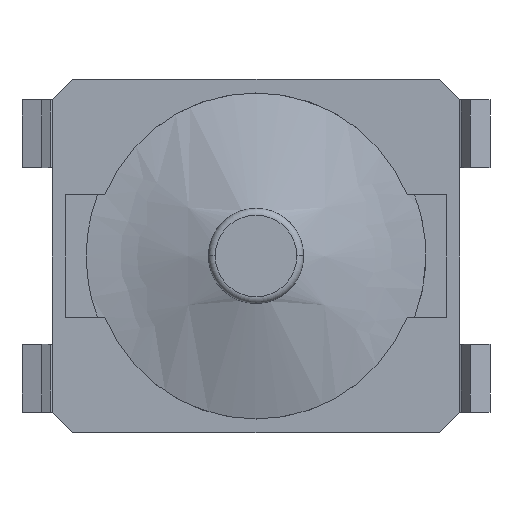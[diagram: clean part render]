
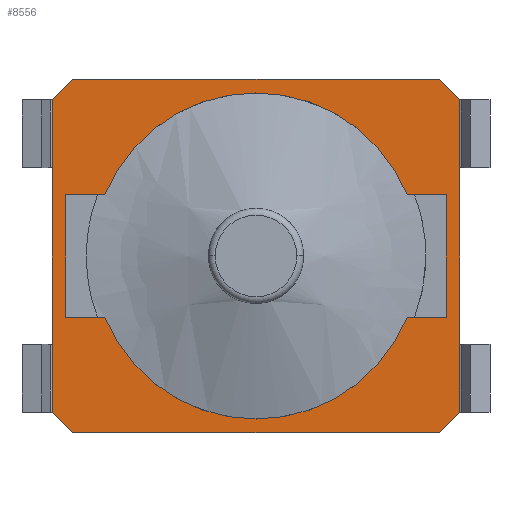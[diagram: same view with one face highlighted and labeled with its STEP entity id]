
A CAD part, top view. The second image highlights one B-rep face of the part: STEP entity #8556.
In plain terms, the highlighted planar face has unit normal (0, 0, 1).
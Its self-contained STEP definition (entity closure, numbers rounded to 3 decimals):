
#69 = ORIENTED_EDGE ( 'NONE', *, *, #6538, .T. ) ;
#206 = VERTEX_POINT ( 'NONE', #9465 ) ;
#410 = CARTESIAN_POINT ( 'NONE',  ( -1.4, 0.45, 0.44 ) ) ;
#433 = EDGE_CURVE ( 'NONE', #5093, #3278, #6734, .T. ) ;
#521 = DIRECTION ( 'NONE',  ( 1., 0., 0. ) ) ;
#752 = LINE ( 'NONE', #16700, #12102 ) ;
#778 = DIRECTION ( 'NONE',  ( 0., 0., -1. ) ) ;
#809 = ORIENTED_EDGE ( 'NONE', *, *, #1827, .F. ) ;
#964 = DIRECTION ( 'NONE',  ( -1., 0., 0. ) ) ;
#1000 = CARTESIAN_POINT ( 'NONE',  ( 1.112, -0.45, 0.44 ) ) ;
#1159 = CARTESIAN_POINT ( 'NONE',  ( -1.5, 1.15, 0.44 ) ) ;
#1205 = AXIS2_PLACEMENT_3D ( 'NONE', #16549, #778, #3722 ) ;
#1300 = LINE ( 'NONE', #16111, #16930 ) ;
#1482 = ORIENTED_EDGE ( 'NONE', *, *, #6376, .F. ) ;
#1538 = EDGE_CURVE ( 'NONE', #3278, #5657, #12213, .T. ) ;
#1827 = EDGE_CURVE ( 'NONE', #3448, #15450, #10096, .T. ) ;
#1875 = VECTOR ( 'NONE', #2040, 1000. ) ;
#1890 = VERTEX_POINT ( 'NONE', #5082 ) ;
#2040 = DIRECTION ( 'NONE',  ( 1., 0., 0. ) ) ;
#2047 = EDGE_CURVE ( 'NONE', #206, #16031, #12982, .T. ) ;
#2219 = EDGE_CURVE ( 'NONE', #16031, #17121, #8758, .T. ) ;
#2319 = CARTESIAN_POINT ( 'NONE',  ( 1.112, 0.45, 0.44 ) ) ;
#2339 = EDGE_LOOP ( 'NONE', ( #16782, #5339, #69, #16290, #5612, #10624, #3976, #16006 ) ) ;
#2402 = DIRECTION ( 'NONE',  ( 0., -1., 0. ) ) ;
#2649 = CARTESIAN_POINT ( 'NONE',  ( 0., 0., 0.44 ) ) ;
#2676 = VECTOR ( 'NONE', #8306, 1000. ) ;
#2682 = DIRECTION ( 'NONE',  ( -0.707, -0.707, 0. ) ) ;
#3208 = CARTESIAN_POINT ( 'NONE',  ( -1.5, -1.15, 0.44 ) ) ;
#3227 = AXIS2_PLACEMENT_3D ( 'NONE', #11916, #4194, #15829 ) ;
#3278 = VERTEX_POINT ( 'NONE', #14675 ) ;
#3299 = VECTOR ( 'NONE', #4860, 1000. ) ;
#3308 = VERTEX_POINT ( 'NONE', #5719 ) ;
#3343 = VECTOR ( 'NONE', #521, 1000. ) ;
#3448 = VERTEX_POINT ( 'NONE', #4796 ) ;
#3578 = VERTEX_POINT ( 'NONE', #4940 ) ;
#3722 = DIRECTION ( 'NONE',  ( -1., 0., 0. ) ) ;
#3847 = CARTESIAN_POINT ( 'NONE',  ( 1.4, 0.45, 0.44 ) ) ;
#3976 = ORIENTED_EDGE ( 'NONE', *, *, #5098, .T. ) ;
#4194 = DIRECTION ( 'NONE',  ( 0., 0., 1. ) ) ;
#4254 = EDGE_CURVE ( 'NONE', #8419, #8073, #9370, .T. ) ;
#4552 = ORIENTED_EDGE ( 'NONE', *, *, #4567, .F. ) ;
#4567 = EDGE_CURVE ( 'NONE', #7906, #3448, #13322, .T. ) ;
#4796 = CARTESIAN_POINT ( 'NONE',  ( -1.112, 0.45, 0.44 ) ) ;
#4860 = DIRECTION ( 'NONE',  ( -0.707, 0.707, 0. ) ) ;
#4940 = CARTESIAN_POINT ( 'NONE',  ( 1.5, 1.15, 0.44 ) ) ;
#5082 = CARTESIAN_POINT ( 'NONE',  ( 1.35, -1.3, 0.44 ) ) ;
#5093 = VERTEX_POINT ( 'NONE', #9011 ) ;
#5098 = EDGE_CURVE ( 'NONE', #3308, #3578, #1300, .T. ) ;
#5242 = DIRECTION ( 'NONE',  ( 0., 0., 1. ) ) ;
#5339 = ORIENTED_EDGE ( 'NONE', *, *, #1538, .T. ) ;
#5367 = DIRECTION ( 'NONE',  ( 0.707, 0.707, 0. ) ) ;
#5612 = ORIENTED_EDGE ( 'NONE', *, *, #12941, .T. ) ;
#5657 = VERTEX_POINT ( 'NONE', #1159 ) ;
#5719 = CARTESIAN_POINT ( 'NONE',  ( 1.5, -1.15, 0.44 ) ) ;
#5849 = CARTESIAN_POINT ( 'NONE',  ( -1.35, -1.3, 0.44 ) ) ;
#6034 = FACE_BOUND ( 'NONE', #14787, .T. ) ;
#6166 = CARTESIAN_POINT ( 'NONE',  ( 1.4, 0.45, 0.44 ) ) ;
#6305 = FACE_OUTER_BOUND ( 'NONE', #2339, .T. ) ;
#6376 = EDGE_CURVE ( 'NONE', #15450, #206, #752, .T. ) ;
#6391 = VERTEX_POINT ( 'NONE', #15224 ) ;
#6431 = CARTESIAN_POINT ( 'NONE',  ( -1.35, -1.3, 0.44 ) ) ;
#6538 = EDGE_CURVE ( 'NONE', #5657, #8419, #9312, .T. ) ;
#6734 = LINE ( 'NONE', #9506, #2676 ) ;
#6831 = VERTEX_POINT ( 'NONE', #3847 ) ;
#6859 = VECTOR ( 'NONE', #15630, 1000. ) ;
#7658 = VECTOR ( 'NONE', #16886, 1000. ) ;
#7906 = VERTEX_POINT ( 'NONE', #2319 ) ;
#7981 = ORIENTED_EDGE ( 'NONE', *, *, #2047, .F. ) ;
#8073 = VERTEX_POINT ( 'NONE', #6431 ) ;
#8147 = DIRECTION ( 'NONE',  ( 0.707, -0.707, 0. ) ) ;
#8306 = DIRECTION ( 'NONE',  ( -1., 0., 0. ) ) ;
#8389 = DIRECTION ( 'NONE',  ( 0., 1., 0. ) ) ;
#8419 = VERTEX_POINT ( 'NONE', #3208 ) ;
#8554 = LINE ( 'NONE', #5849, #3343 ) ;
#8556 = ADVANCED_FACE ( 'NONE', ( #6034, #6305 ), #16913, .F. ) ;
#8609 = LINE ( 'NONE', #13892, #1875 ) ;
#8758 = CIRCLE ( 'NONE', #3227, 1.2 ) ;
#8889 = DIRECTION ( 'NONE',  ( 0., -1., 0. ) ) ;
#8932 = LINE ( 'NONE', #16826, #3299 ) ;
#9011 = CARTESIAN_POINT ( 'NONE',  ( 1.35, 1.3, 0.44 ) ) ;
#9312 = LINE ( 'NONE', #14602, #15959 ) ;
#9369 = LINE ( 'NONE', #11471, #14315 ) ;
#9370 = LINE ( 'NONE', #16043, #12205 ) ;
#9465 = CARTESIAN_POINT ( 'NONE',  ( -1.4, -0.45, 0.44 ) ) ;
#9506 = CARTESIAN_POINT ( 'NONE',  ( -1.35, 1.3, 0.44 ) ) ;
#10066 = LINE ( 'NONE', #6166, #6859 ) ;
#10096 = LINE ( 'NONE', #11588, #12929 ) ;
#10542 = AXIS2_PLACEMENT_3D ( 'NONE', #2649, #5242, #10599 ) ;
#10599 = DIRECTION ( 'NONE',  ( 1., 0., 0. ) ) ;
#10624 = ORIENTED_EDGE ( 'NONE', *, *, #10690, .T. ) ;
#10690 = EDGE_CURVE ( 'NONE', #1890, #3308, #9369, .T. ) ;
#11471 = CARTESIAN_POINT ( 'NONE',  ( 1.35, -1.3, 0.44 ) ) ;
#11588 = CARTESIAN_POINT ( 'NONE',  ( -1.4, 0.45, 0.44 ) ) ;
#11857 = CARTESIAN_POINT ( 'NONE',  ( -1.5, 1.15, 0.44 ) ) ;
#11916 = CARTESIAN_POINT ( 'NONE',  ( 0., 0., 0.44 ) ) ;
#12102 = VECTOR ( 'NONE', #8889, 1000. ) ;
#12205 = VECTOR ( 'NONE', #8147, 1000. ) ;
#12213 = LINE ( 'NONE', #11857, #14580 ) ;
#12833 = CARTESIAN_POINT ( 'NONE',  ( 1.4, 0.45, 0.44 ) ) ;
#12929 = VECTOR ( 'NONE', #14181, 1000. ) ;
#12941 = EDGE_CURVE ( 'NONE', #8073, #1890, #8554, .T. ) ;
#12982 = LINE ( 'NONE', #15488, #7658 ) ;
#13322 = CIRCLE ( 'NONE', #10542, 1.2 ) ;
#13337 = EDGE_CURVE ( 'NONE', #17121, #6391, #8609, .T. ) ;
#13420 = ORIENTED_EDGE ( 'NONE', *, *, #13337, .F. ) ;
#13892 = CARTESIAN_POINT ( 'NONE',  ( 1.4, -0.45, 0.44 ) ) ;
#13938 = ORIENTED_EDGE ( 'NONE', *, *, #14090, .F. ) ;
#14090 = EDGE_CURVE ( 'NONE', #6391, #6831, #10066, .T. ) ;
#14181 = DIRECTION ( 'NONE',  ( -1., 0., 0. ) ) ;
#14315 = VECTOR ( 'NONE', #5367, 1000. ) ;
#14413 = EDGE_CURVE ( 'NONE', #3578, #5093, #8932, .T. ) ;
#14580 = VECTOR ( 'NONE', #2682, 1000. ) ;
#14602 = CARTESIAN_POINT ( 'NONE',  ( -1.5, 1.15, 0.44 ) ) ;
#14675 = CARTESIAN_POINT ( 'NONE',  ( -1.35, 1.3, 0.44 ) ) ;
#14787 = EDGE_LOOP ( 'NONE', ( #13420, #14906, #7981, #1482, #809, #4552, #15394, #13938 ) ) ;
#14906 = ORIENTED_EDGE ( 'NONE', *, *, #2219, .F. ) ;
#15020 = EDGE_CURVE ( 'NONE', #6831, #7906, #15181, .T. ) ;
#15181 = LINE ( 'NONE', #12833, #16598 ) ;
#15224 = CARTESIAN_POINT ( 'NONE',  ( 1.4, -0.45, 0.44 ) ) ;
#15394 = ORIENTED_EDGE ( 'NONE', *, *, #15020, .F. ) ;
#15450 = VERTEX_POINT ( 'NONE', #410 ) ;
#15488 = CARTESIAN_POINT ( 'NONE',  ( -1.4, -0.45, 0.44 ) ) ;
#15537 = CARTESIAN_POINT ( 'NONE',  ( -1.112, -0.45, 0.44 ) ) ;
#15630 = DIRECTION ( 'NONE',  ( 0., 1., 0. ) ) ;
#15829 = DIRECTION ( 'NONE',  ( 1., 0., 0. ) ) ;
#15959 = VECTOR ( 'NONE', #2402, 1000. ) ;
#16006 = ORIENTED_EDGE ( 'NONE', *, *, #14413, .T. ) ;
#16031 = VERTEX_POINT ( 'NONE', #15537 ) ;
#16043 = CARTESIAN_POINT ( 'NONE',  ( -1.5, -1.15, 0.44 ) ) ;
#16111 = CARTESIAN_POINT ( 'NONE',  ( 1.5, 1.15, 0.44 ) ) ;
#16290 = ORIENTED_EDGE ( 'NONE', *, *, #4254, .T. ) ;
#16549 = CARTESIAN_POINT ( 'NONE',  ( 0., 0., 0.44 ) ) ;
#16598 = VECTOR ( 'NONE', #964, 1000. ) ;
#16700 = CARTESIAN_POINT ( 'NONE',  ( -1.4, 0.45, 0.44 ) ) ;
#16782 = ORIENTED_EDGE ( 'NONE', *, *, #433, .T. ) ;
#16826 = CARTESIAN_POINT ( 'NONE',  ( 1.35, 1.3, 0.44 ) ) ;
#16886 = DIRECTION ( 'NONE',  ( 1., 0., 0. ) ) ;
#16913 = PLANE ( 'NONE',  #1205 ) ;
#16930 = VECTOR ( 'NONE', #8389, 1000. ) ;
#17121 = VERTEX_POINT ( 'NONE', #1000 ) ;
